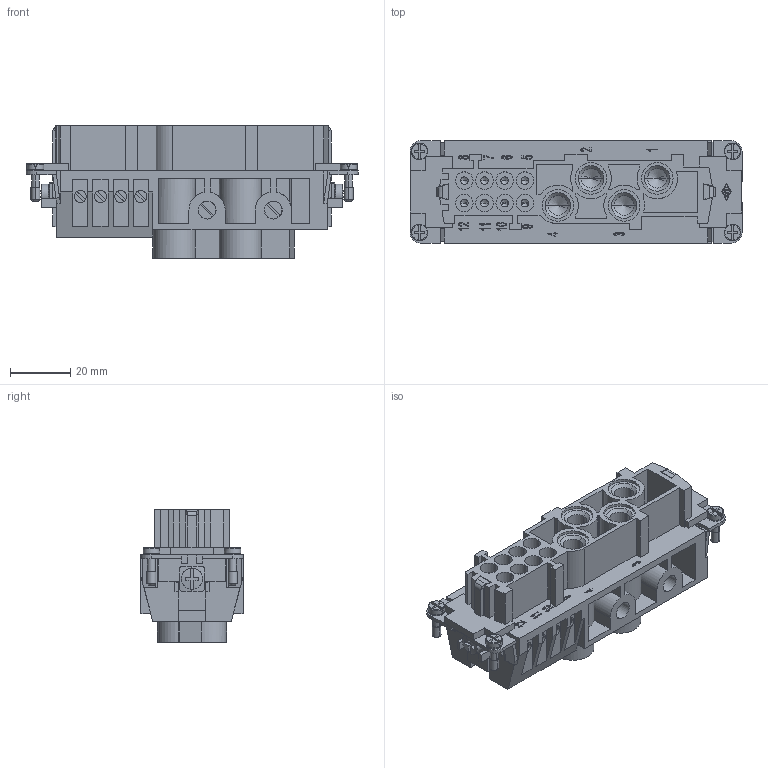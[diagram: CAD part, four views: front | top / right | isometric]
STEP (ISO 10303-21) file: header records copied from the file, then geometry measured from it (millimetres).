
FILE_DESCRIPTION(('Creo Elements/Direct Modeling STEP Export'),'2;1');
FILE_NAME('0ln7uvk4917c1hl3976','2017-02-02T14:48:12',(''),(''),'PTC Creo Elements/Direct Modeling STEP processor for AP214 (Solid Model)','PTC Creo Elements/Direct Modeling 19.0E 27-Jun-2016 (C) Parametric Technology GmbH','');
FILE_SCHEMA(('AUTOMOTIVE_DESIGN { 1 0 10303 214 1 1 1 1 }'));
Products named in the file (1): CXF_4-8_RY
Bounding box: 110.3 x 34 x 44 mm (x, y, z)
Volume: 64014.3 mm3; surface area: 44091.1 mm2
Topology: 5 solids, 24 shells, 1761 faces, 4633 edges, 3034 vertices
Faces by surface type: plane 1082, cylinder 391, bspline 216, cone 40, torus 20, sphere 12
Entity records: 85077 total; most frequent: CARTESIAN_POINT 28074, ORIENTED_EDGE 9236, DIRECTION 8165, EDGE_CURVE 4618, VECTOR 3067, LINE 3067, VERTEX_POINT 3034, AXIS2_PLACEMENT_3D 2549
